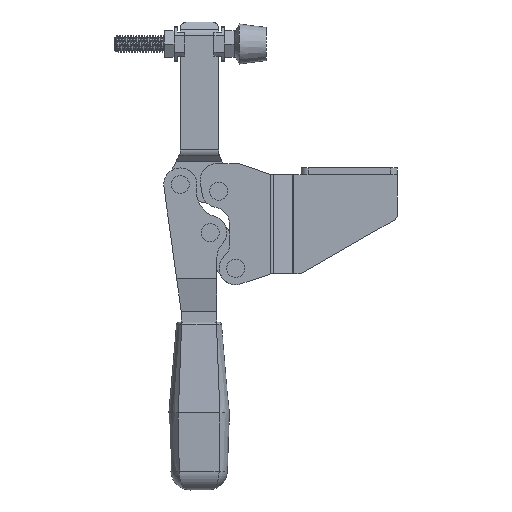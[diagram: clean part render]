
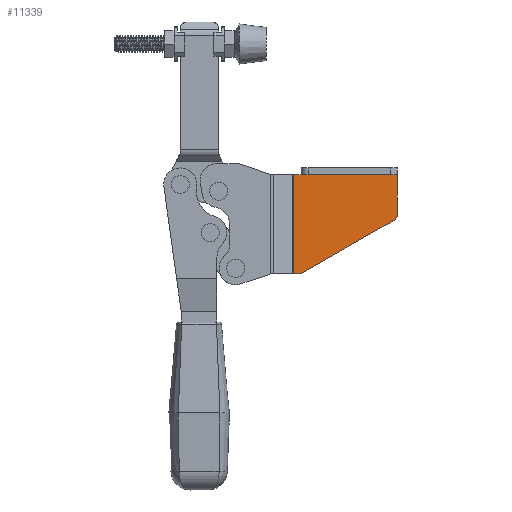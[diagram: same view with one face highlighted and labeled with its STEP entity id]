
A CAD part, left-side view. The second image highlights one B-rep face of the part: STEP entity #11339.
In plain terms, the highlighted planar face has unit normal (-1, 0, 0).
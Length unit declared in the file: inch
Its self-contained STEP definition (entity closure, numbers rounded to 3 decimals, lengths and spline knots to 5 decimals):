
#551 = CARTESIAN_POINT ( 'NONE',  ( -0.09843, 1.40433, -1.41732 ) ) ;
#660 = VERTEX_POINT ( 'NONE', #18581 ) ;
#1511 = EDGE_CURVE ( 'NONE', #660, #11886, #17494, .T. ) ;
#1530 = VECTOR ( 'NONE', #16953, 39.37008 ) ;
#2057 = ORIENTED_EDGE ( 'NONE', *, *, #1511, .F. ) ;
#2175 = VECTOR ( 'NONE', #17461, 39.37008 ) ;
#2179 = DIRECTION ( 'NONE',  ( 1., 0., 0. ) ) ;
#2338 = CARTESIAN_POINT ( 'NONE',  ( -0.09843, 1.48917, -0.09843 ) ) ;
#2424 = CARTESIAN_POINT ( 'NONE',  ( -0.09843, 1.48917, -1.87008 ) ) ;
#2724 = AXIS2_PLACEMENT_3D ( 'NONE', #551, #2179, #4027 ) ;
#3424 = ORIENTED_EDGE ( 'NONE', *, *, #7360, .F. ) ;
#3585 = CARTESIAN_POINT ( 'NONE',  ( -0.09843, 0., -0.09843 ) ) ;
#3815 = CIRCLE ( 'NONE', #13907, 0.09843 ) ;
#3986 = EDGE_CURVE ( 'NONE', #8962, #15716, #4086, .T. ) ;
#4027 = DIRECTION ( 'NONE',  ( 0., 0., -1. ) ) ;
#4086 = LINE ( 'NONE', #6824, #1530 ) ;
#4448 = ORIENTED_EDGE ( 'NONE', *, *, #10121, .T. ) ;
#4578 = ORIENTED_EDGE ( 'NONE', *, *, #16233, .F. ) ;
#4580 = EDGE_CURVE ( 'NONE', #8962, #660, #3815, .T. ) ;
#4954 = EDGE_CURVE ( 'NONE', #15913, #8644, #10088, .T. ) ;
#5313 = CARTESIAN_POINT ( 'NONE',  ( -0.09843, 1.37795, -0.09843 ) ) ;
#5638 = ORIENTED_EDGE ( 'NONE', *, *, #18397, .F. ) ;
#5805 = CARTESIAN_POINT ( 'NONE',  ( -0.09843, 1.40433, -1.51575 ) ) ;
#5898 = DIRECTION ( 'NONE',  ( 0., 0., -1. ) ) ;
#6723 = CARTESIAN_POINT ( 'NONE',  ( -0.09843, 0.04921, -0.7486 ) ) ;
#6824 = CARTESIAN_POINT ( 'NONE',  ( -0.09843, 0., -1.87008 ) ) ;
#7184 = VECTOR ( 'NONE', #14138, 39.37008 ) ;
#7229 = ORIENTED_EDGE ( 'NONE', *, *, #4954, .F. ) ;
#7360 = EDGE_CURVE ( 'NONE', #18717, #15716, #12829, .T. ) ;
#7502 = PLANE ( 'NONE',  #8070 ) ;
#7637 = LINE ( 'NONE', #14233, #18646 ) ;
#7725 = VECTOR ( 'NONE', #10073, 39.37008 ) ;
#8070 = AXIS2_PLACEMENT_3D ( 'NONE', #9057, #13539, #8984 ) ;
#8211 = VERTEX_POINT ( 'NONE', #5805 ) ;
#8644 = VERTEX_POINT ( 'NONE', #2338 ) ;
#8708 = CARTESIAN_POINT ( 'NONE',  ( -0.09843, 1.48917, -1.51575 ) ) ;
#8962 = VERTEX_POINT ( 'NONE', #10393 ) ;
#8984 = DIRECTION ( 'NONE',  ( 0., 0., -1. ) ) ;
#9057 = CARTESIAN_POINT ( 'NONE',  ( -0.09843, 0., -1.87008 ) ) ;
#9291 = EDGE_LOOP ( 'NONE', ( #5638, #4578, #2057, #14782, #11377, #3424, #4448, #7229 ) ) ;
#10073 = DIRECTION ( 'NONE',  ( 0., 1., 0. ) ) ;
#10088 = LINE ( 'NONE', #2424, #2175 ) ;
#10121 = EDGE_CURVE ( 'NONE', #18717, #8644, #7637, .T. ) ;
#10203 = CARTESIAN_POINT ( 'NONE',  ( -0.09843, 0., -1.51575 ) ) ;
#10393 = CARTESIAN_POINT ( 'NONE',  ( -0.09843, 0., -0.66336 ) ) ;
#11339 = ADVANCED_FACE ( 'NONE', ( #16261 ), #7502, .F. ) ;
#11377 = ORIENTED_EDGE ( 'NONE', *, *, #3986, .T. ) ;
#11886 = VERTEX_POINT ( 'NONE', #16451 ) ;
#11957 = DIRECTION ( 'NONE',  ( 1., 0., 0. ) ) ;
#12718 = DIRECTION ( 'NONE',  ( 0., 1., 0. ) ) ;
#12829 = LINE ( 'NONE', #17571, #13310 ) ;
#13310 = VECTOR ( 'NONE', #19419, 39.37008 ) ;
#13539 = DIRECTION ( 'NONE',  ( 1., 0., 0. ) ) ;
#13907 = AXIS2_PLACEMENT_3D ( 'NONE', #16494, #11957, #5898 ) ;
#14138 = DIRECTION ( 'NONE',  ( 0., 0.866, -0.5 ) ) ;
#14233 = CARTESIAN_POINT ( 'NONE',  ( -0.09843, 1.77795, -0.09843 ) ) ;
#14782 = ORIENTED_EDGE ( 'NONE', *, *, #4580, .F. ) ;
#15679 = LINE ( 'NONE', #10203, #7725 ) ;
#15716 = VERTEX_POINT ( 'NONE', #3585 ) ;
#15730 = CIRCLE ( 'NONE', #2724, 0.09843 ) ;
#15913 = VERTEX_POINT ( 'NONE', #8708 ) ;
#16233 = EDGE_CURVE ( 'NONE', #11886, #8211, #15730, .T. ) ;
#16261 = FACE_OUTER_BOUND ( 'NONE', #9291, .T. ) ;
#16451 = CARTESIAN_POINT ( 'NONE',  ( -0.09843, 1.35511, -1.50256 ) ) ;
#16494 = CARTESIAN_POINT ( 'NONE',  ( -0.09843, 0.09843, -0.66336 ) ) ;
#16953 = DIRECTION ( 'NONE',  ( 0., 0., 1. ) ) ;
#17461 = DIRECTION ( 'NONE',  ( 0., 0., 1. ) ) ;
#17494 = LINE ( 'NONE', #6723, #7184 ) ;
#17571 = CARTESIAN_POINT ( 'NONE',  ( -0.09843, 1.27953, -0.09843 ) ) ;
#18397 = EDGE_CURVE ( 'NONE', #8211, #15913, #15679, .T. ) ;
#18581 = CARTESIAN_POINT ( 'NONE',  ( -0.09843, 0.04921, -0.7486 ) ) ;
#18646 = VECTOR ( 'NONE', #12718, 39.37008 ) ;
#18717 = VERTEX_POINT ( 'NONE', #5313 ) ;
#19419 = DIRECTION ( 'NONE',  ( 0., -1., 0. ) ) ;
